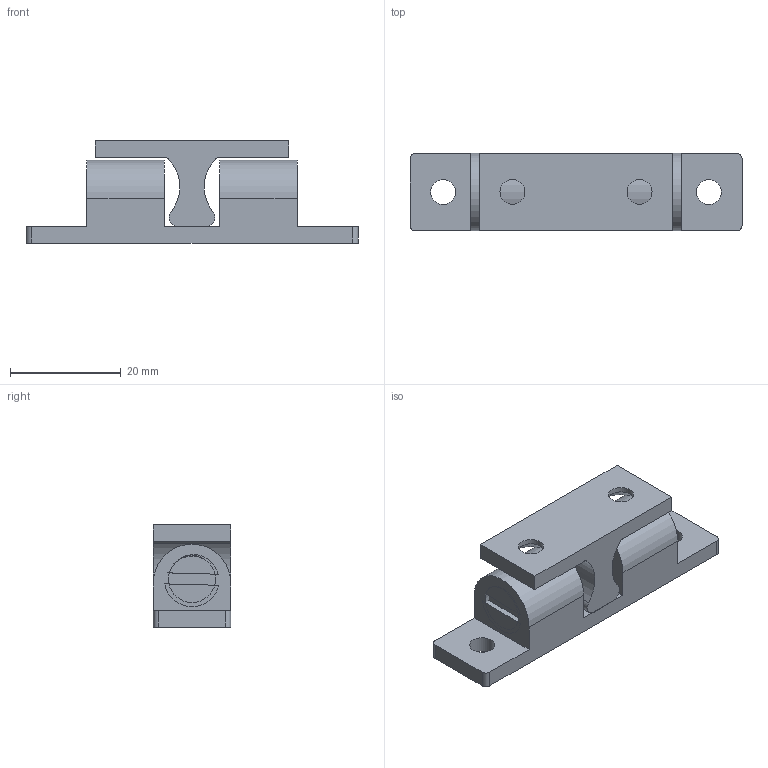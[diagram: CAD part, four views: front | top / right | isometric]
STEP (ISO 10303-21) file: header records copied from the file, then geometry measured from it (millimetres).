
FILE_DESCRIPTION(/* description */ (''),/* implementation_level */ '2;1');
FILE_NAME(/* name */ 'GBL.step',/* time_stamp */ '2024-04-30T13:57:51+01:00',/* author */ ('project'),/* organization */ (''),/* preprocessor_version */ 'ST-DEVELOPER v19',/* originating_system */ 'Autodesk Inventor 2023',/* authorisation */ '');
FILE_SCHEMA (('AUTOMOTIVE_DESIGN { 1 0 10303 214 3 1 1 }'));
Length unit declared in the file: metre
Products named in the file (1): GBL
Bounding box: 60 x 14 x 18.5 mm (x, y, z)
Surface area: 5224.8 mm2 (no closed solid volume)
Topology: 0 solids, 4 shells, 51 faces, 162 edges, 114 vertices
Faces by surface type: plane 29, cylinder 18, cone 2, bspline 2
Full cylindrical faces by diameter (mm): 4.5 x4, 8.5 x2
Entity records: 2182 total; most frequent: CARTESIAN_POINT 636, DIRECTION 294, ORIENTED_EDGE 276, EDGE_CURVE 162, VERTEX_POINT 114, LINE 102, VECTOR 102, AXIS2_PLACEMENT_3D 96
